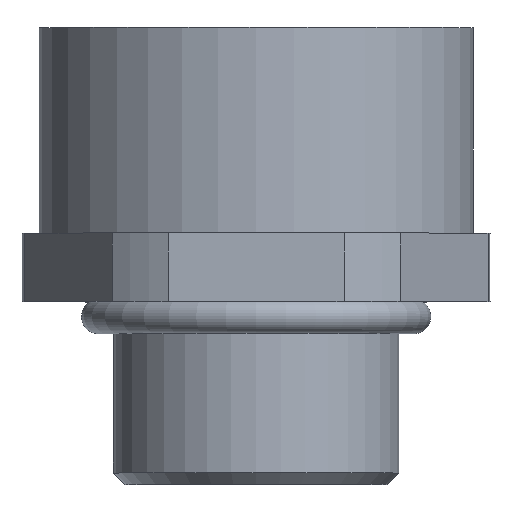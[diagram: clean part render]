
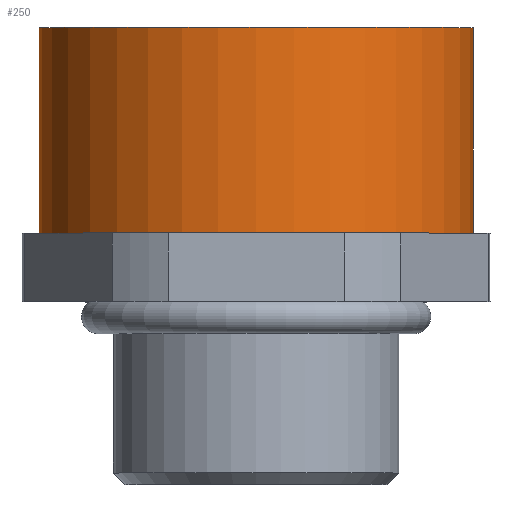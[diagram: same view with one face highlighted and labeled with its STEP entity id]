
A CAD part, top view. The second image highlights one B-rep face of the part: STEP entity #250.
In plain terms, the highlighted cylindrical face has radius 9.5 mm (diameter 19 mm), a partial arc.
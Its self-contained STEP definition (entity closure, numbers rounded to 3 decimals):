
#1 = CIRCLE ( 'NONE', #358, 9.5 ) ;
#14 = CIRCLE ( 'NONE', #1229, 9.5 ) ;
#51 = EDGE_CURVE ( 'NONE', #1041, #1042, #14, .T. ) ;
#52 = EDGE_CURVE ( 'NONE', #1042, #1043, #730, .T. ) ;
#55 = CIRCLE ( 'NONE', #364, 9.5 ) ;
#68 = CIRCLE ( 'NONE', #366, 9.5 ) ;
#166 = CARTESIAN_POINT ( 'NONE',  ( 0., 0., 9.5 ) ) ;
#167 = CARTESIAN_POINT ( 'NONE',  ( -8.227, 0., 4.75 ) ) ;
#168 = CARTESIAN_POINT ( 'NONE',  ( -9.5, 0., 0. ) ) ;
#169 = CARTESIAN_POINT ( 'NONE',  ( -9.5, 9., 0. ) ) ;
#170 = CARTESIAN_POINT ( 'NONE',  ( 9.5, 9., 0. ) ) ;
#171 = CARTESIAN_POINT ( 'NONE',  ( 9.5, 0., 0. ) ) ;
#172 = CARTESIAN_POINT ( 'NONE',  ( 8.227, 0., 4.75 ) ) ;
#250 = ADVANCED_FACE ( 'NONE', ( #378 ), #370, .T. ) ;
#260 = EDGE_CURVE ( 'NONE', #1047, #1041, #1, .T. ) ;
#261 = EDGE_CURVE ( 'NONE', #1046, #1047, #55, .T. ) ;
#262 = EDGE_CURVE ( 'NONE', #1045, #1046, #68, .T. ) ;
#263 = EDGE_CURVE ( 'NONE', #1045, #1044, #471, .T. ) ;
#264 = EDGE_CURVE ( 'NONE', #1044, #1043, #1101, .T. ) ;
#347 = VECTOR ( 'NONE', #469, 1000. ) ;
#355 = AXIS2_PLACEMENT_3D ( 'NONE', #472, #468, #467 ) ;
#358 = AXIS2_PLACEMENT_3D ( 'NONE', #484, #480, #479 ) ;
#364 = AXIS2_PLACEMENT_3D ( 'NONE', #478, #477, #476 ) ;
#366 = AXIS2_PLACEMENT_3D ( 'NONE', #475, #474, #473 ) ;
#370 = CYLINDRICAL_SURFACE ( 'NONE', #372, 9.5 ) ;
#372 = AXIS2_PLACEMENT_3D ( 'NONE', #511, #510, #509 ) ;
#378 = FACE_OUTER_BOUND ( 'NONE', #1028, .T. ) ;
#467 = DIRECTION ( 'NONE',  ( -1., 0., 0. ) ) ;
#468 = DIRECTION ( 'NONE',  ( 0., 1., 0. ) ) ;
#469 = DIRECTION ( 'NONE',  ( 0., 1., 0. ) ) ;
#470 = CARTESIAN_POINT ( 'NONE',  ( -9.5, 28.886, 0. ) ) ;
#471 = LINE ( 'NONE', #470, #347 ) ;
#472 = CARTESIAN_POINT ( 'NONE',  ( 0., 9., 0. ) ) ;
#473 = DIRECTION ( 'NONE',  ( -1., 0., 0. ) ) ;
#474 = DIRECTION ( 'NONE',  ( 0., 1., 0. ) ) ;
#475 = CARTESIAN_POINT ( 'NONE',  ( 0., 0., 0. ) ) ;
#476 = DIRECTION ( 'NONE',  ( -1., 0., 0. ) ) ;
#477 = DIRECTION ( 'NONE',  ( 0., 1., 0. ) ) ;
#478 = CARTESIAN_POINT ( 'NONE',  ( 0., 0., 0. ) ) ;
#479 = DIRECTION ( 'NONE',  ( -1., 0., 0. ) ) ;
#480 = DIRECTION ( 'NONE',  ( 0., 1., 0. ) ) ;
#484 = CARTESIAN_POINT ( 'NONE',  ( 0., 0., 0. ) ) ;
#509 = DIRECTION ( 'NONE',  ( -1., 0., 0. ) ) ;
#510 = DIRECTION ( 'NONE',  ( 0., 1., 0. ) ) ;
#511 = CARTESIAN_POINT ( 'NONE',  ( 0., 28.886, 0. ) ) ;
#728 = DIRECTION ( 'NONE',  ( 0., 1., 0. ) ) ;
#729 = CARTESIAN_POINT ( 'NONE',  ( 9.5, 28.886, 0. ) ) ;
#730 = LINE ( 'NONE', #729, #1227 ) ;
#732 = DIRECTION ( 'NONE',  ( -1., 0., 0. ) ) ;
#733 = DIRECTION ( 'NONE',  ( 0., 1., 0. ) ) ;
#734 = CARTESIAN_POINT ( 'NONE',  ( 0., 0., 0. ) ) ;
#834 = ORIENTED_EDGE ( 'NONE', *, *, #51, .T. ) ;
#964 = ORIENTED_EDGE ( 'NONE', *, *, #260, .T. ) ;
#965 = ORIENTED_EDGE ( 'NONE', *, *, #261, .T. ) ;
#966 = ORIENTED_EDGE ( 'NONE', *, *, #262, .T. ) ;
#967 = ORIENTED_EDGE ( 'NONE', *, *, #263, .F. ) ;
#991 = ORIENTED_EDGE ( 'NONE', *, *, #264, .F. ) ;
#992 = ORIENTED_EDGE ( 'NONE', *, *, #52, .T. ) ;
#1028 = EDGE_LOOP ( 'NONE', ( #834, #992, #991, #967, #966, #965, #964 ) ) ;
#1041 = VERTEX_POINT ( 'NONE', #172 ) ;
#1042 = VERTEX_POINT ( 'NONE', #171 ) ;
#1043 = VERTEX_POINT ( 'NONE', #170 ) ;
#1044 = VERTEX_POINT ( 'NONE', #169 ) ;
#1045 = VERTEX_POINT ( 'NONE', #168 ) ;
#1046 = VERTEX_POINT ( 'NONE', #167 ) ;
#1047 = VERTEX_POINT ( 'NONE', #166 ) ;
#1101 = CIRCLE ( 'NONE', #355, 9.5 ) ;
#1227 = VECTOR ( 'NONE', #728, 1000. ) ;
#1229 = AXIS2_PLACEMENT_3D ( 'NONE', #734, #733, #732 ) ;
